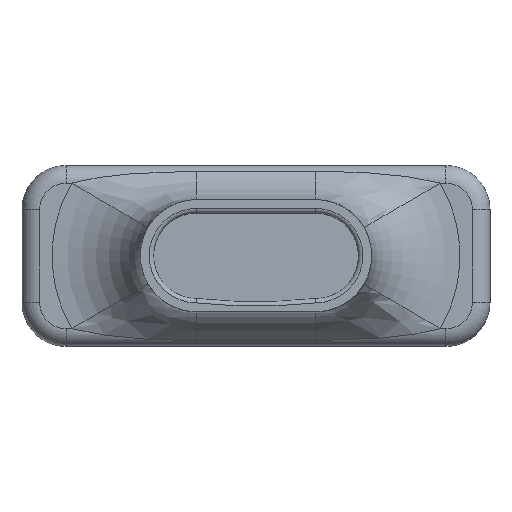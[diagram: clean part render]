
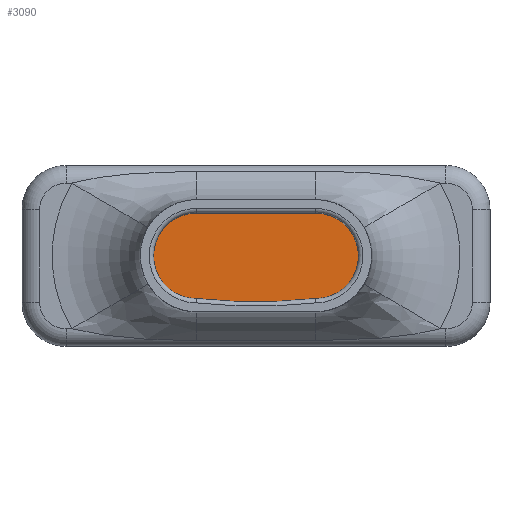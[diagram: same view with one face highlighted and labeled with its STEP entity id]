
A CAD part, top view. The second image highlights one B-rep face of the part: STEP entity #3090.
In plain terms, the highlighted planar face has unit normal (0, 0, 1).
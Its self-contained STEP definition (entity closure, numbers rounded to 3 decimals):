
#142=FACE_BOUND('',#633,.T.);
#143=FACE_BOUND('',#634,.T.);
#163=CIRCLE('',#3189,10.);
#173=CIRCLE('',#3202,10.);
#189=CIRCLE('',#3254,11.);
#191=CIRCLE('',#3258,11.);
#193=CIRCLE('',#3262,11.);
#195=CIRCLE('',#3266,11.);
#314=PLANE('',#3274);
#444=FACE_OUTER_BOUND('',#632,.T.);
#632=EDGE_LOOP('',(#2511,#2512,#2513,#2514,#2515,#2516,#2517,#2518));
#633=EDGE_LOOP('',(#2519));
#634=EDGE_LOOP('',(#2520));
#848=LINE('',#5532,#1058);
#853=LINE('',#5546,#1063);
#857=LINE('',#5558,#1067);
#861=LINE('',#5570,#1071);
#1058=VECTOR('',#3681,10.);
#1063=VECTOR('',#3694,10.);
#1067=VECTOR('',#3706,10.);
#1071=VECTOR('',#3718,10.);
#1288=VERTEX_POINT('',#4711);
#1297=VERTEX_POINT('',#4734);
#1422=VERTEX_POINT('',#5529);
#1423=VERTEX_POINT('',#5531);
#1426=VERTEX_POINT('',#5538);
#1428=VERTEX_POINT('',#5544);
#1430=VERTEX_POINT('',#5550);
#1432=VERTEX_POINT('',#5556);
#1434=VERTEX_POINT('',#5562);
#1436=VERTEX_POINT('',#5568);
#1614=EDGE_CURVE('',#1288,#1288,#163,.T.);
#1625=EDGE_CURVE('',#1297,#1297,#173,.T.);
#1807=EDGE_CURVE('',#1422,#1423,#848,.T.);
#1811=EDGE_CURVE('',#1426,#1422,#189,.T.);
#1814=EDGE_CURVE('',#1428,#1426,#853,.T.);
#1817=EDGE_CURVE('',#1430,#1428,#191,.T.);
#1820=EDGE_CURVE('',#1432,#1430,#857,.T.);
#1823=EDGE_CURVE('',#1434,#1432,#193,.T.);
#1826=EDGE_CURVE('',#1436,#1434,#861,.T.);
#1828=EDGE_CURVE('',#1423,#1436,#195,.T.);
#2511=ORIENTED_EDGE('',*,*,#1807,.F.);
#2512=ORIENTED_EDGE('',*,*,#1811,.F.);
#2513=ORIENTED_EDGE('',*,*,#1814,.F.);
#2514=ORIENTED_EDGE('',*,*,#1817,.F.);
#2515=ORIENTED_EDGE('',*,*,#1820,.F.);
#2516=ORIENTED_EDGE('',*,*,#1823,.F.);
#2517=ORIENTED_EDGE('',*,*,#1826,.F.);
#2518=ORIENTED_EDGE('',*,*,#1828,.F.);
#2519=ORIENTED_EDGE('',*,*,#1614,.F.);
#2520=ORIENTED_EDGE('',*,*,#1625,.F.);
#3090=ADVANCED_FACE('',(#444,#142,#143),#314,.F.);
#3189=AXIS2_PLACEMENT_3D('',#4713,#3453,#3454);
#3202=AXIS2_PLACEMENT_3D('',#4736,#3480,#3481);
#3254=AXIS2_PLACEMENT_3D('',#5540,#3687,#3688);
#3258=AXIS2_PLACEMENT_3D('',#5552,#3699,#3700);
#3262=AXIS2_PLACEMENT_3D('',#5564,#3711,#3712);
#3266=AXIS2_PLACEMENT_3D('',#5573,#3722,#3723);
#3274=AXIS2_PLACEMENT_3D('',#5593,#3745,#3746);
#3453=DIRECTION('center_axis',(0.,0.,1.));
#3454=DIRECTION('ref_axis',(1.,0.,0.));
#3480=DIRECTION('center_axis',(0.,0.,1.));
#3481=DIRECTION('ref_axis',(1.,0.,0.));
#3681=DIRECTION('',(0.,1.,0.));
#3687=DIRECTION('center_axis',(0.,0.,-1.));
#3688=DIRECTION('ref_axis',(-0.707,-0.707,0.));
#3694=DIRECTION('',(-1.,0.,0.));
#3699=DIRECTION('center_axis',(0.,0.,-1.));
#3700=DIRECTION('ref_axis',(0.707,-0.707,0.));
#3706=DIRECTION('',(0.,-1.,0.));
#3711=DIRECTION('center_axis',(0.,0.,-1.));
#3712=DIRECTION('ref_axis',(0.707,0.707,0.));
#3718=DIRECTION('',(1.,0.,0.));
#3722=DIRECTION('center_axis',(0.,0.,-1.));
#3723=DIRECTION('ref_axis',(-0.707,0.707,0.));
#3745=DIRECTION('center_axis',(0.,0.,-1.));
#3746=DIRECTION('ref_axis',(1.,0.,0.));
#4711=CARTESIAN_POINT('',(-45.,0.,-20.));
#4713=CARTESIAN_POINT('Origin',(-35.,0.,-20.));
#4734=CARTESIAN_POINT('',(25.,0.,-20.));
#4736=CARTESIAN_POINT('Origin',(35.,0.,-20.));
#5529=CARTESIAN_POINT('',(-49.,-5.5,-20.));
#5531=CARTESIAN_POINT('',(-49.,5.5,-20.));
#5532=CARTESIAN_POINT('',(-49.,8.75,-20.));
#5538=CARTESIAN_POINT('',(-38.,-16.5,-20.));
#5540=CARTESIAN_POINT('Origin',(-38.,-5.5,-20.));
#5544=CARTESIAN_POINT('',(38.,-16.5,-20.));
#5546=CARTESIAN_POINT('',(-42.5,-16.5,-20.));
#5550=CARTESIAN_POINT('',(49.,-5.5,-20.));
#5552=CARTESIAN_POINT('Origin',(38.,-5.5,-20.));
#5556=CARTESIAN_POINT('',(49.,5.5,-20.));
#5558=CARTESIAN_POINT('',(49.,-8.75,-20.));
#5562=CARTESIAN_POINT('',(38.,16.5,-20.));
#5564=CARTESIAN_POINT('Origin',(38.,5.5,-20.));
#5568=CARTESIAN_POINT('',(-38.,16.5,-20.));
#5570=CARTESIAN_POINT('',(7.5,16.5,-20.));
#5573=CARTESIAN_POINT('Origin',(-38.,5.5,-20.));
#5593=CARTESIAN_POINT('Origin',(-35.,0.,-20.));
